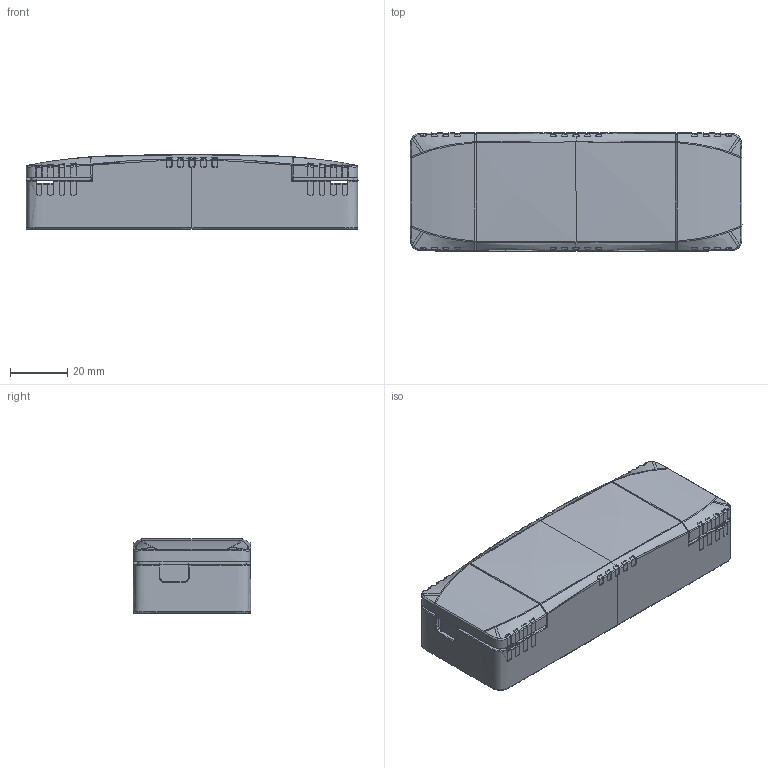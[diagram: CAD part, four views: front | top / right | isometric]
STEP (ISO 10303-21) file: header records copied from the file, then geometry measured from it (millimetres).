
FILE_DESCRIPTION(/* description */ (''),/* implementation_level */ '2;1');
FILE_NAME(/* name */ 'LS-40-~2',/* time_stamp */ '2023-07-05T17:45:49+08:00',/* author */ (''),/* organization */ (''),/* preprocessor_version */ 'ST-DEVELOPER v16.5',/* originating_system */ '',/* authorisation */ '');
FILE_SCHEMA (('AUTOMOTIVE_DESIGN'));
Length unit declared in the file: millimetre
Products named in the file (1): Document
Bounding box: 116 x 41.2 x 26 mm (x, y, z)
Volume: 112628.5 mm3; surface area: 25416 mm2
Topology: 3 solids, 3 shells, 1197 faces, 3027 edges, 1836 vertices
Faces by surface type: bspline 902, plane 295
Entity records: 62925 total; most frequent: CARTESIAN_POINT 43972, ORIENTED_EDGE 6054, EDGE_CURVE 3027, B_SPLINE_CURVE_WITH_KNOTS 2819, VERTEX_POINT 1836, EDGE_LOOP 1209, ADVANCED_FACE 1197, FACE_OUTER_BOUND 1197
